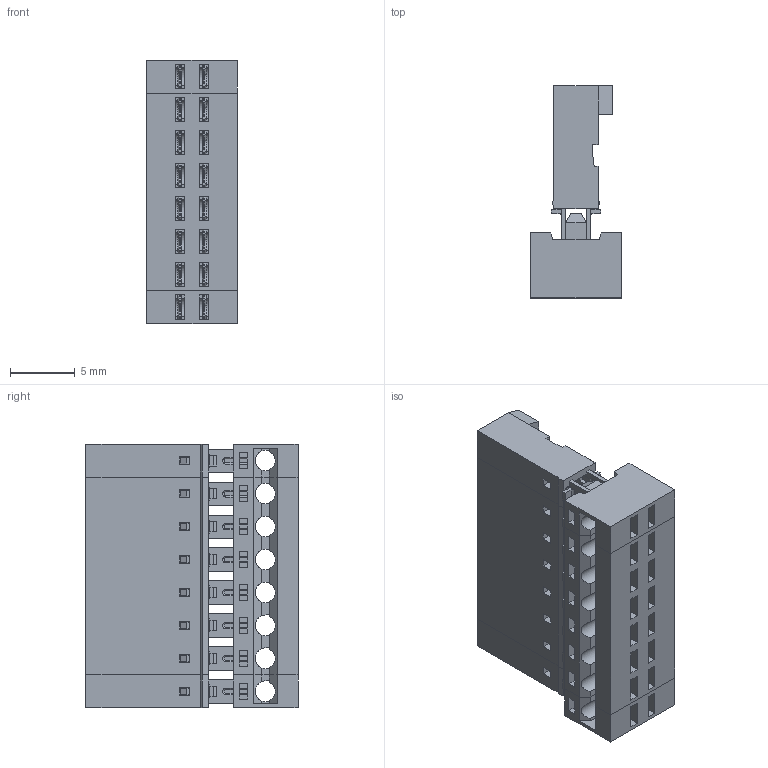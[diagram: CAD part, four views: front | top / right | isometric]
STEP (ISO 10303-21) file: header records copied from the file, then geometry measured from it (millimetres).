
FILE_DESCRIPTION(/* description */ ('Unknown'),/* implementation_level */ '2;1');
FILE_NAME(/* name */ '661008151922',/* time_stamp */ '2016-01-18T16:08:04+01:00',/* author */ ('Unknown'),/* organization */ ('Unknown'),/* preprocessor_version */ 'ST-DEVELOPER v16',/* originating_system */ 'DEX',/* authorisation */ $);
FILE_SCHEMA (('AUTOMOTIVE_DESIGN {1 0 10303 214 3 1 1}'));
Products named in the file (4): 6610xx151922; 661008151922; 47828371_03_20_440_DX; 47828371_03_20_440_SX
Assembly tree (3 placements, depth 2):
  6610xx151922
    661008151922
    47828371_03_20_440_DX
    47828371_03_20_440_SX
Bounding box: 7 x 16.35 x 20.32 mm (x, y, z)
Volume: 994.7 mm3; surface area: 3076.8 mm2
Topology: 3 solids, 3 shells, 1895 faces, 5710 edges, 3668 vertices
Faces by surface type: plane 1735, cylinder 128, cone 32
Entity records: 76551 total; most frequent: ORIENTED_EDGE 11420, CARTESIAN_POINT 11277, DIRECTION 9972, EDGE_CURVE 5710, LINE 5246, VECTOR 5246, VERTEX_POINT 3668, AXIS2_PLACEMENT_3D 2363
